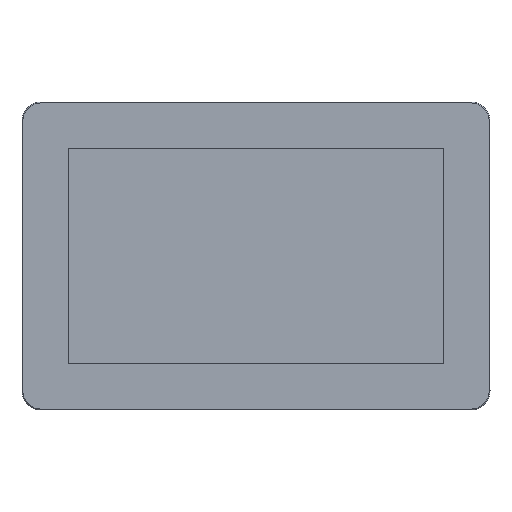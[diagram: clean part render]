
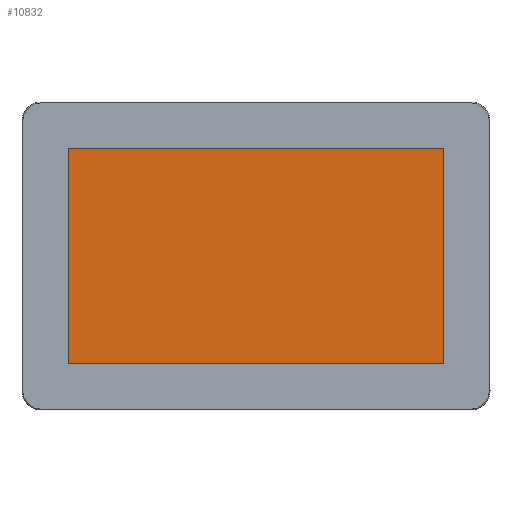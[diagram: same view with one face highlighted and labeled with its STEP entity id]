
A CAD part, top view. The second image highlights one B-rep face of the part: STEP entity #10832.
In plain terms, the highlighted planar face has unit normal (0, 0, 1).
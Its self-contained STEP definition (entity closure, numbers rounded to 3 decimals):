
#475=FACE_OUTER_BOUND('',#1137,.T.);
#1137=EDGE_LOOP('',(#7195,#7196,#7197,#7198));
#1803=LINE('',#15606,#3231);
#1806=LINE('',#15612,#3234);
#1809=LINE('',#15618,#3237);
#1812=LINE('',#15622,#3240);
#3231=VECTOR('',#12653,10.);
#3234=VECTOR('',#12658,10.);
#3237=VECTOR('',#12663,10.);
#3240=VECTOR('',#12668,10.);
#4659=VERTEX_POINT('',#15603);
#4660=VERTEX_POINT('',#15605);
#4662=VERTEX_POINT('',#15611);
#4664=VERTEX_POINT('',#15617);
#5659=EDGE_CURVE('',#4660,#4659,#1803,.T.);
#5662=EDGE_CURVE('',#4662,#4660,#1806,.T.);
#5665=EDGE_CURVE('',#4664,#4662,#1809,.T.);
#5668=EDGE_CURVE('',#4659,#4664,#1812,.T.);
#7195=ORIENTED_EDGE('',*,*,#5668,.T.);
#7196=ORIENTED_EDGE('',*,*,#5665,.T.);
#7197=ORIENTED_EDGE('',*,*,#5662,.T.);
#7198=ORIENTED_EDGE('',*,*,#5659,.T.);
#10227=PLANE('',#11886);
#10832=ADVANCED_FACE('',(#475),#10227,.T.);
#11886=AXIS2_PLACEMENT_3D('',#15623,#12669,#12670);
#12653=DIRECTION('',(-1.,0.,0.));
#12658=DIRECTION('',(0.,1.,0.));
#12663=DIRECTION('',(1.,0.,0.));
#12668=DIRECTION('',(0.,-1.,0.));
#12669=DIRECTION('center_axis',(0.,0.,1.));
#12670=DIRECTION('ref_axis',(1.,0.,0.));
#15603=CARTESIAN_POINT('',(33.215,84.081,0.7));
#15605=CARTESIAN_POINT('',(129.755,84.081,0.7));
#15606=CARTESIAN_POINT('',(129.755,84.081,0.7));
#15611=CARTESIAN_POINT('',(129.755,28.721,0.7));
#15612=CARTESIAN_POINT('',(129.755,28.721,0.7));
#15617=CARTESIAN_POINT('',(33.215,28.721,0.7));
#15618=CARTESIAN_POINT('',(33.215,28.721,0.7));
#15622=CARTESIAN_POINT('',(33.215,84.081,0.7));
#15623=CARTESIAN_POINT('Origin',(81.485,56.401,0.7));
